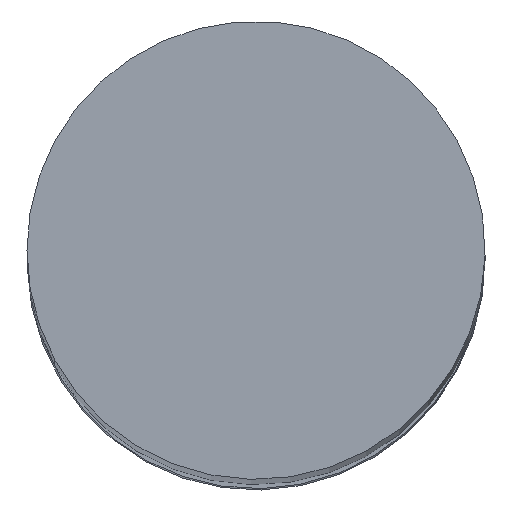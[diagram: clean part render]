
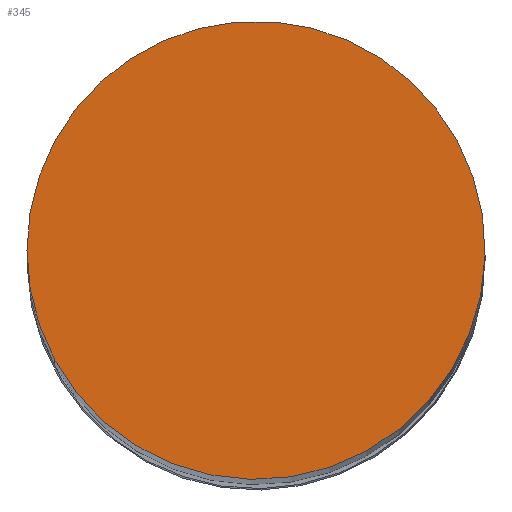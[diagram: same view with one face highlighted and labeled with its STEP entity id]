
A CAD part, top view. The second image highlights one B-rep face of the part: STEP entity #345.
In plain terms, the highlighted planar face has unit normal (0, 0, 1).
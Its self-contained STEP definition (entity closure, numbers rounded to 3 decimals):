
#191=CARTESIAN_POINT('',(0.,0.,140.));
#192=DIRECTION('',(0.,0.,1.));
#193=DIRECTION('',(0.878,0.479,0.));
#194=AXIS2_PLACEMENT_3D('',#191,#192,#193);
#199=CARTESIAN_POINT('',(0.,0.,140.));
#200=DIRECTION('',(0.,0.,1.));
#201=DIRECTION('',(-0.878,-0.479,0.));
#202=AXIS2_PLACEMENT_3D('',#199,#200,#201);
#207=CARTESIAN_POINT('',(0.,0.,140.));
#208=DIRECTION('',(0.,0.,1.));
#209=DIRECTION('',(-1.,0.,0.));
#210=AXIS2_PLACEMENT_3D('',#207,#208,#209);
#238=CARTESIAN_POINT('',(4.388,2.397,140.));
#239=CARTESIAN_POINT('',(-5.,0.,140.));
#240=VERTEX_POINT('',#238);
#241=VERTEX_POINT('',#239);
#242=CARTESIAN_POINT('',(-4.388,-2.397,140.));
#243=VERTEX_POINT('',#242);
#334=CARTESIAN_POINT('',(0.,0.,140.));
#335=DIRECTION('',(0.,0.,1.));
#336=DIRECTION('',(1.,0.,0.));
#337=AXIS2_PLACEMENT_3D('',#334,#335,#336);
#338=PLANE('',#337);
#339=ORIENTED_EDGE('',*,*,#329,.F.);
#341=ORIENTED_EDGE('',*,*,#340,.F.);
#342=ORIENTED_EDGE('',*,*,#322,.F.);
#343=EDGE_LOOP('',(#339,#341,#342));
#344=FACE_OUTER_BOUND('',#343,.F.);
#345=ADVANCED_FACE('',(#344),#338,.T.);
#195=CIRCLE('',#194,5.);
#203=CIRCLE('',#202,5.);
#211=CIRCLE('',#210,5.);
#322=EDGE_CURVE('',#241,#243,#211,.T.);
#329=EDGE_CURVE('',#240,#241,#195,.T.);
#340=EDGE_CURVE('',#243,#240,#203,.T.);
